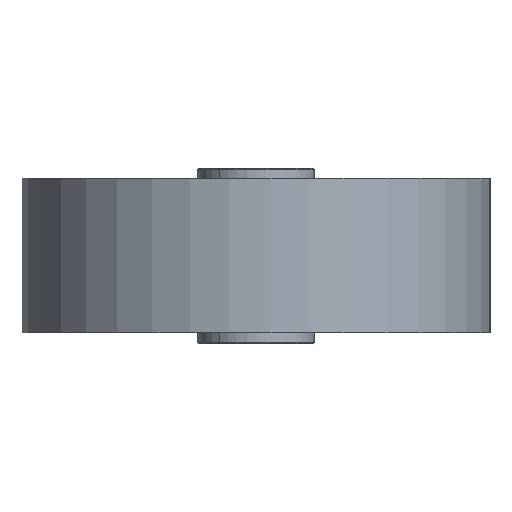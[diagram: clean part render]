
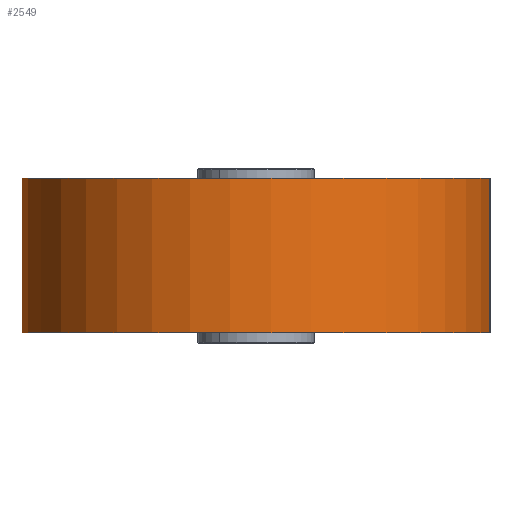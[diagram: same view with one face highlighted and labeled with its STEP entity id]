
A CAD part, left-side view. The second image highlights one B-rep face of the part: STEP entity #2549.
In plain terms, the highlighted cylindrical face has radius 24.25 mm (diameter 48.5 mm), a partial arc.
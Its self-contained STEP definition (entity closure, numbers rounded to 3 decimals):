
#53 = CARTESIAN_POINT ( 'NONE',  ( 0., 0., -16. ) ) ;
#109 = VERTEX_POINT ( 'NONE', #5129 ) ;
#119 = CIRCLE ( 'NONE', #1086, 24.25 ) ;
#286 = LINE ( 'NONE', #7266, #2591 ) ;
#392 = EDGE_CURVE ( 'NONE', #3732, #1095, #286, .T. ) ;
#459 = CARTESIAN_POINT ( 'NONE',  ( 0., 0., 0. ) ) ;
#1086 = AXIS2_PLACEMENT_3D ( 'NONE', #53, #7484, #7134 ) ;
#1095 = VERTEX_POINT ( 'NONE', #7326 ) ;
#1616 = EDGE_LOOP ( 'NONE', ( #6166, #6033, #5152, #5281 ) ) ;
#1689 = AXIS2_PLACEMENT_3D ( 'NONE', #459, #3895, #7435 ) ;
#1818 = LINE ( 'NONE', #6483, #6052 ) ;
#2361 = CARTESIAN_POINT ( 'NONE',  ( 0., 0., -16. ) ) ;
#2549 = ADVANCED_FACE ( 'NONE', ( #7502 ), #3572, .T. ) ;
#2591 = VECTOR ( 'NONE', #3719, 1000. ) ;
#3482 = EDGE_CURVE ( 'NONE', #109, #3732, #119, .T. ) ;
#3572 = CYLINDRICAL_SURFACE ( 'NONE', #6333, 24.25 ) ;
#3619 = CIRCLE ( 'NONE', #1689, 24.25 ) ;
#3719 = DIRECTION ( 'NONE',  ( 0., 0., 1. ) ) ;
#3732 = VERTEX_POINT ( 'NONE', #5028 ) ;
#3895 = DIRECTION ( 'NONE',  ( 0., 0., 1. ) ) ;
#4036 = DIRECTION ( 'NONE',  ( 1., 0., 0. ) ) ;
#4515 = EDGE_CURVE ( 'NONE', #7054, #1095, #3619, .T. ) ;
#4635 = EDGE_CURVE ( 'NONE', #109, #7054, #1818, .T. ) ;
#4805 = DIRECTION ( 'NONE',  ( 0., 0., 1. ) ) ;
#5028 = CARTESIAN_POINT ( 'NONE',  ( 24.25, 0., -16. ) ) ;
#5129 = CARTESIAN_POINT ( 'NONE',  ( -24.25, 0., -16. ) ) ;
#5152 = ORIENTED_EDGE ( 'NONE', *, *, #392, .T. ) ;
#5281 = ORIENTED_EDGE ( 'NONE', *, *, #4515, .F. ) ;
#5886 = DIRECTION ( 'NONE',  ( 0., 0., 1. ) ) ;
#6033 = ORIENTED_EDGE ( 'NONE', *, *, #3482, .T. ) ;
#6052 = VECTOR ( 'NONE', #4805, 1000. ) ;
#6166 = ORIENTED_EDGE ( 'NONE', *, *, #4635, .F. ) ;
#6333 = AXIS2_PLACEMENT_3D ( 'NONE', #2361, #5886, #4036 ) ;
#6402 = CARTESIAN_POINT ( 'NONE',  ( -24.25, 0., 0. ) ) ;
#6483 = CARTESIAN_POINT ( 'NONE',  ( -24.25, 0., -16. ) ) ;
#7054 = VERTEX_POINT ( 'NONE', #6402 ) ;
#7134 = DIRECTION ( 'NONE',  ( 1., 0., 0. ) ) ;
#7266 = CARTESIAN_POINT ( 'NONE',  ( 24.25, 0., -16. ) ) ;
#7326 = CARTESIAN_POINT ( 'NONE',  ( 24.25, 0., 0. ) ) ;
#7435 = DIRECTION ( 'NONE',  ( 1., 0., 0. ) ) ;
#7484 = DIRECTION ( 'NONE',  ( 0., 0., 1. ) ) ;
#7502 = FACE_OUTER_BOUND ( 'NONE', #1616, .T. ) ;
